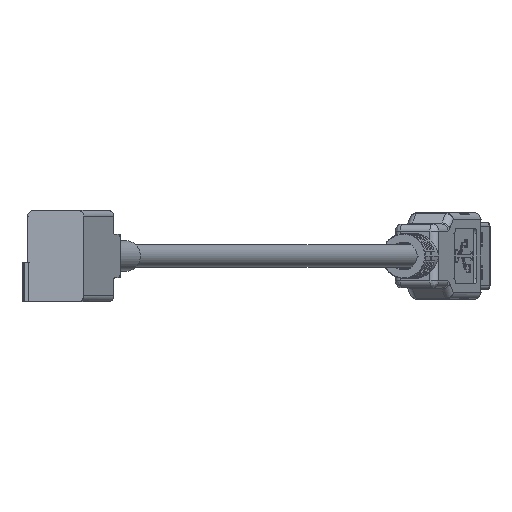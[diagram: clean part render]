
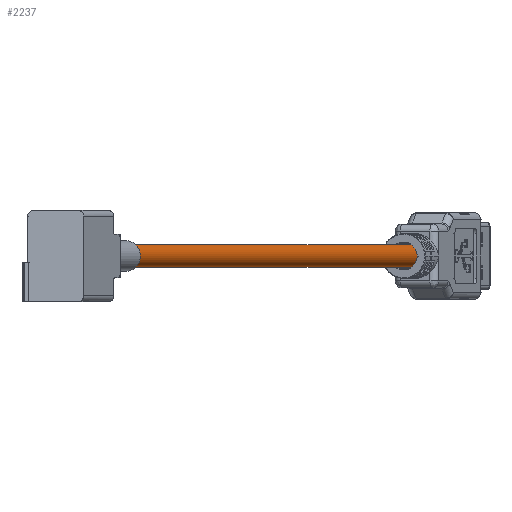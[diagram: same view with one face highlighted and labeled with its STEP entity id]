
A CAD part, front view. The second image highlights one B-rep face of the part: STEP entity #2237.
In plain terms, the highlighted cylindrical face has radius 2 mm (diameter 4 mm), a partial arc.
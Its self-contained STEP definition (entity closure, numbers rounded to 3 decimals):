
#1082=CARTESIAN_POINT('',(17.493,45.351,8.15));
#1083=DIRECTION('',(0.259,0.966,0.));
#1084=DIRECTION('',(0.,0.,1.));
#1085=AXIS2_PLACEMENT_3D('',#1082,#1083,#1084);
#1090=DIRECTION('',(0.259,0.966,0.));
#1091=VECTOR('',#1090,200.);
#1092=CARTESIAN_POINT('',(17.493,45.351,6.15));
#1093=LINE('',#1092,#1091);
#1097=DIRECTION('',(0.259,0.966,0.));
#1098=VECTOR('',#1097,200.);
#1099=CARTESIAN_POINT('',(17.493,45.351,10.15));
#1100=LINE('',#1099,#1098);
#1112=CARTESIAN_POINT('',(69.257,238.537,8.15));
#1113=DIRECTION('',(0.259,0.966,0.));
#1114=DIRECTION('',(0.,0.,1.));
#1115=AXIS2_PLACEMENT_3D('',#1112,#1113,#1114);
#1443=CARTESIAN_POINT('',(69.257,238.537,6.15));
#1444=CARTESIAN_POINT('',(69.257,238.537,10.15));
#1445=VERTEX_POINT('',#1443);
#1446=VERTEX_POINT('',#1444);
#1447=CARTESIAN_POINT('',(17.493,45.351,6.15));
#1448=CARTESIAN_POINT('',(17.493,45.351,10.15));
#1449=VERTEX_POINT('',#1447);
#1450=VERTEX_POINT('',#1448);
#2225=CARTESIAN_POINT('',(17.493,45.351,8.15));
#2226=DIRECTION('',(0.259,0.966,0.));
#2227=DIRECTION('',(0.,0.,-1.));
#2228=AXIS2_PLACEMENT_3D('',#2225,#2226,#2227);
#2229=CYLINDRICAL_SURFACE('',#2228,2.);
#2230=ORIENTED_EDGE('',*,*,#2205,.F.);
#2231=ORIENTED_EDGE('',*,*,#2220,.T.);
#2233=ORIENTED_EDGE('',*,*,#2232,.T.);
#2234=ORIENTED_EDGE('',*,*,#2216,.F.);
#2235=EDGE_LOOP('',(#2230,#2231,#2233,#2234));
#2236=FACE_OUTER_BOUND('',#2235,.F.);
#2237=ADVANCED_FACE('',(#2236),#2229,.T.);
#1086=CIRCLE('',#1085,2.);
#1116=CIRCLE('',#1115,2.);
#2205=EDGE_CURVE('',#1450,#1449,#1086,.T.);
#2216=EDGE_CURVE('',#1449,#1445,#1093,.T.);
#2220=EDGE_CURVE('',#1450,#1446,#1100,.T.);
#2232=EDGE_CURVE('',#1446,#1445,#1116,.T.);
